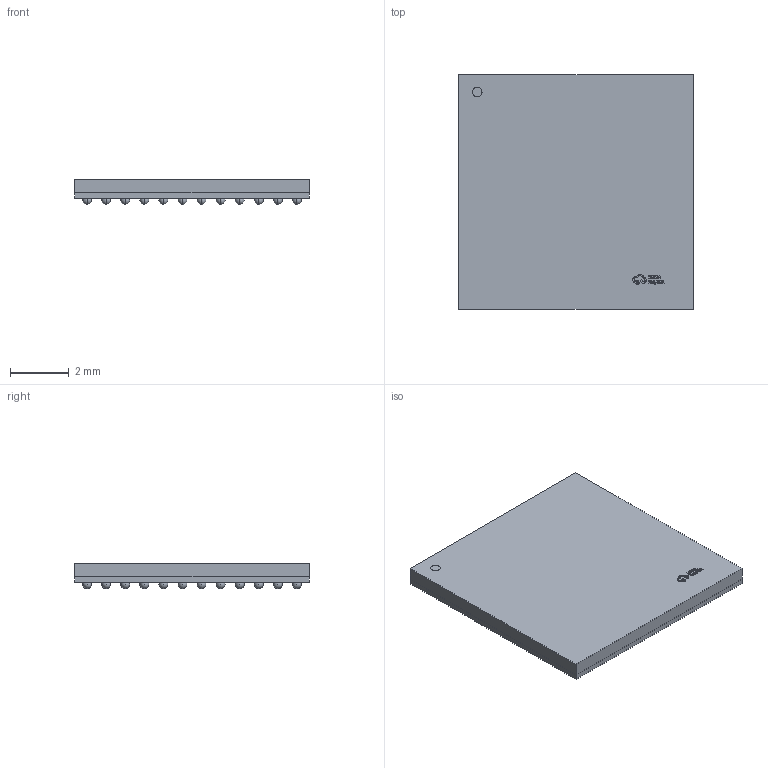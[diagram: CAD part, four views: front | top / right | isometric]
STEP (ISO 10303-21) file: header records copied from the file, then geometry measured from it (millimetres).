
FILE_DESCRIPTION (( 'STEP AP214' ), '1' );
FILE_NAME ('BGA-144_L8.0-W8.0-R12-C12-P0.65-BL.step', '2022-06-22T13:04:22', ( '' ), ( '' ), 'SwSTEP 2.0', 'SolidWorks 2020', '' );
FILE_SCHEMA (( 'AUTOMOTIVE_DESIGN' ));
Length unit declared in the file: millimetre
Products named in the file (1): BGA-144_L8.0-W8.0-R12-C12-P0.65-BL
Bounding box: 8 x 8 x 0.86 mm (x, y, z)
Volume: 42 mm3; surface area: 298.7 mm2
Topology: 2 solids, 2 shells, 590 faces, 2106 edges, 1404 vertices
Faces by surface type: sphere 288, plane 188, bspline 112, cylinder 2
Entity records: 25147 total; most frequent: CARTESIAN_POINT 5053, ORIENTED_EDGE 2772, DIRECTION 2696, EDGE_CURVE 1386, AXIS2_PLACEMENT_3D 1059, VERTEX_POINT 972, EDGE_LOOP 762, UNCERTAINTY_MEASURE_WITH_UNIT 594
